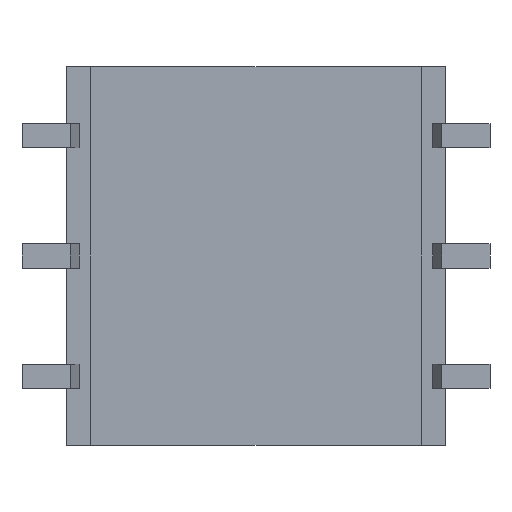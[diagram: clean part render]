
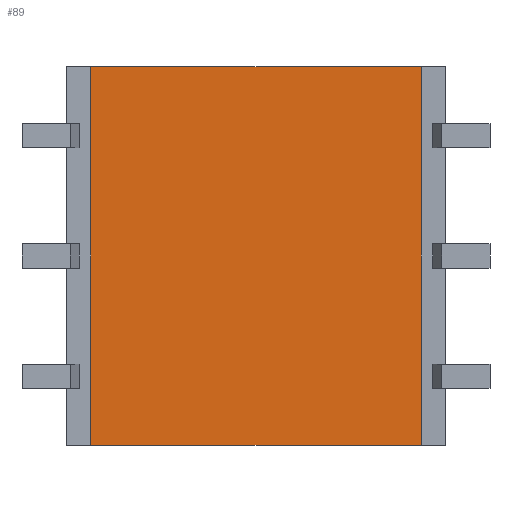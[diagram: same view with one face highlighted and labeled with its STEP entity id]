
A CAD part, front view. The second image highlights one B-rep face of the part: STEP entity #89.
In plain terms, the highlighted planar face has unit normal (0, -1, 0).
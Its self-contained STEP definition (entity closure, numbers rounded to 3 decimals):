
#54 = CARTESIAN_POINT ( 'NONE',  ( 3.5, 0.25, -4. ) ) ;
#89 = ADVANCED_FACE ( 'NONE', ( #2190 ), #1908, .T. ) ;
#173 = CARTESIAN_POINT ( 'NONE',  ( -3.5, 0.25, -4. ) ) ;
#215 = EDGE_CURVE ( 'NONE', #1443, #1317, #2971, .T. ) ;
#291 = VECTOR ( 'NONE', #1786, 1000. ) ;
#349 = CARTESIAN_POINT ( 'NONE',  ( 0., 0.25, 4. ) ) ;
#430 = EDGE_CURVE ( 'NONE', #1317, #937, #1996, .T. ) ;
#885 = DIRECTION ( 'NONE',  ( 1., 0., 0. ) ) ;
#921 = VECTOR ( 'NONE', #2833, 1000. ) ;
#937 = VERTEX_POINT ( 'NONE', #1692 ) ;
#1169 = DIRECTION ( 'NONE',  ( 1., 0., 0. ) ) ;
#1317 = VERTEX_POINT ( 'NONE', #2648 ) ;
#1443 = VERTEX_POINT ( 'NONE', #173 ) ;
#1555 = LINE ( 'NONE', #349, #2141 ) ;
#1692 = CARTESIAN_POINT ( 'NONE',  ( 3.5, 0.25, 4. ) ) ;
#1786 = DIRECTION ( 'NONE',  ( 0., 0., 1. ) ) ;
#1908 = PLANE ( 'NONE',  #2935 ) ;
#1933 = EDGE_CURVE ( 'NONE', #2097, #1443, #3062, .T. ) ;
#1938 = ORIENTED_EDGE ( 'NONE', *, *, #215, .T. ) ;
#1951 = ORIENTED_EDGE ( 'NONE', *, *, #2609, .F. ) ;
#1996 = LINE ( 'NONE', #54, #291 ) ;
#2041 = ORIENTED_EDGE ( 'NONE', *, *, #1933, .T. ) ;
#2097 = VERTEX_POINT ( 'NONE', #2222 ) ;
#2107 = DIRECTION ( 'NONE',  ( 0., -1., 0. ) ) ;
#2141 = VECTOR ( 'NONE', #885, 1000. ) ;
#2190 = FACE_OUTER_BOUND ( 'NONE', #2244, .T. ) ;
#2222 = CARTESIAN_POINT ( 'NONE',  ( -3.5, 0.25, 4. ) ) ;
#2244 = EDGE_LOOP ( 'NONE', ( #1938, #2634, #1951, #2041 ) ) ;
#2322 = CARTESIAN_POINT ( 'NONE',  ( -3.5, 0.25, -4. ) ) ;
#2347 = DIRECTION ( 'NONE',  ( 0., 0., -1. ) ) ;
#2609 = EDGE_CURVE ( 'NONE', #2097, #937, #1555, .T. ) ;
#2613 = VECTOR ( 'NONE', #1169, 1000. ) ;
#2634 = ORIENTED_EDGE ( 'NONE', *, *, #430, .T. ) ;
#2648 = CARTESIAN_POINT ( 'NONE',  ( 3.5, 0.25, -4. ) ) ;
#2659 = CARTESIAN_POINT ( 'NONE',  ( 0., 0.25, -4. ) ) ;
#2833 = DIRECTION ( 'NONE',  ( 0., 0., -1. ) ) ;
#2935 = AXIS2_PLACEMENT_3D ( 'NONE', #3088, #2107, #2347 ) ;
#2971 = LINE ( 'NONE', #2659, #2613 ) ;
#3062 = LINE ( 'NONE', #2322, #921 ) ;
#3088 = CARTESIAN_POINT ( 'NONE',  ( -3.5, 0.25, -4. ) ) ;
